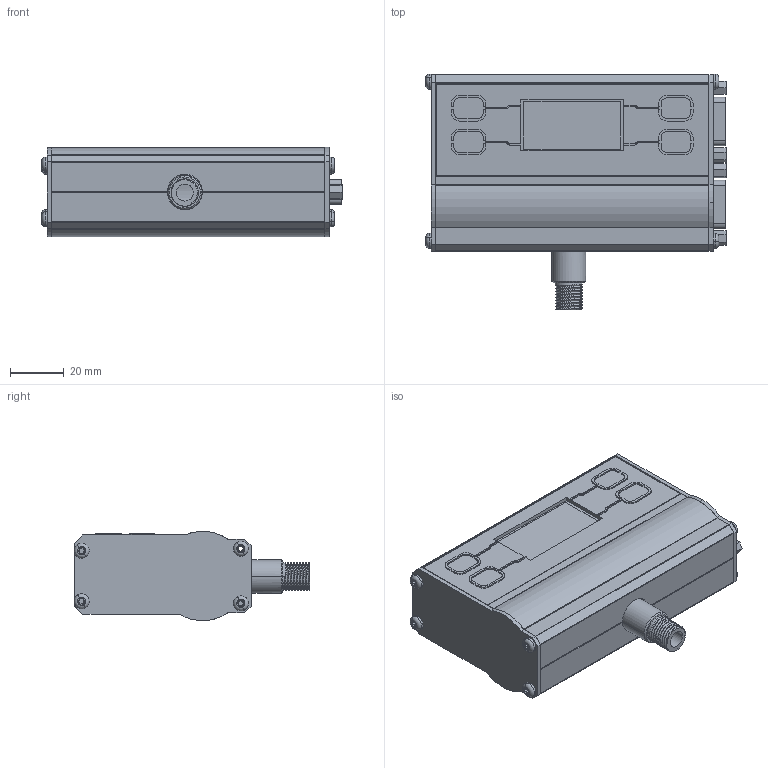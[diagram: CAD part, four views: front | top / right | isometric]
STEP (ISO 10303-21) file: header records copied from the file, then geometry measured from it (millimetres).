
FILE_DESCRIPTION (( 'STEP AP214' ), '1' );
FILE_NAME ('3PE5-01F-B7F5 PGE500 Pirani Gauge Enhanced - 1_8 NPT.STEP', '2016-10-05T22:09:58', ( 'dbourgois' ), ( 'Microsoft' ), 'SwSTEP 2.0', 'SolidWorks 2013', '' );
FILE_SCHEMA (( 'AUTOMOTIVE_DESIGN' ));
Length unit declared in the file: inch
Products named in the file (1): 3PE5-01F-B7F5 PGE500 Pirani Gauge Enhanced - 1_8 NPT
Bounding box: 111.51 x 87.63 x 33.15 mm (x, y, z)
Surface area: 38299.1 mm2 (no closed solid volume)
Topology: 0 solids, 26 shells, 676 faces, 2041 edges, 1392 vertices
Faces by surface type: cylinder 336, plane 272, torus 64, cone 2, bspline 2
Entity records: 33202 total; most frequent: CARTESIAN_POINT 5553, DIRECTION 4293, ORIENTED_EDGE 3574, EDGE_CURVE 2041, AXIS2_PLACEMENT_3D 1635, VERTEX_POINT 1392, VECTOR 1023, LINE 1023
